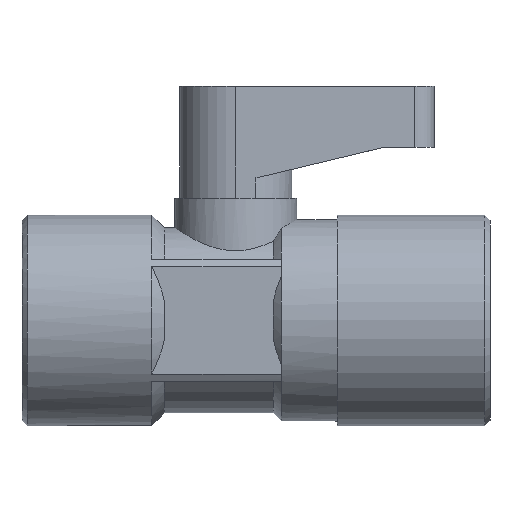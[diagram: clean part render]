
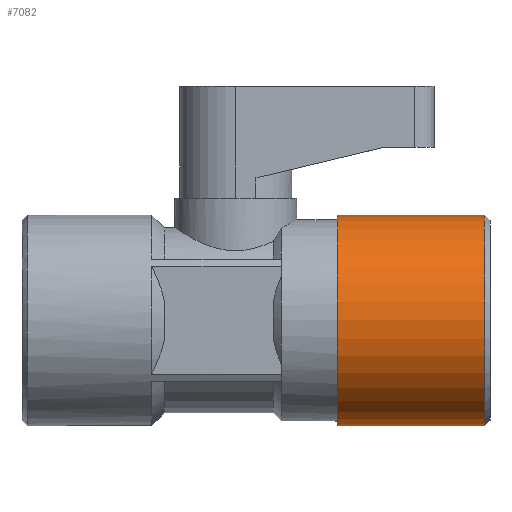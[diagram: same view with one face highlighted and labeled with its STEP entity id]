
A CAD part, front view. The second image highlights one B-rep face of the part: STEP entity #7082.
In plain terms, the highlighted cylindrical face has radius 10.35 mm (diameter 20.7 mm), a full revolution.
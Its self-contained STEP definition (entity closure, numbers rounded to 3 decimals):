
#2492=CYLINDRICAL_SURFACE('',#6852,10.35);
#2599=CIRCLE('',#6851,10.35);
#2600=CIRCLE('',#6853,10.35);
#2975=ORIENTED_EDGE('',*,*,#3589,.F.);
#2976=ORIENTED_EDGE('',*,*,#3588,.T.);
#3375=VERTEX_POINT('',#6016);
#3376=VERTEX_POINT('',#6019);
#3588=EDGE_CURVE('',#3375,#3375,#2599,.T.);
#3589=EDGE_CURVE('',#3376,#3376,#2600,.T.);
#3789=EDGE_LOOP('',(#2975));
#3790=EDGE_LOOP('',(#2976));
#3994=FACE_BOUND('',#3789,.T.);
#3995=FACE_BOUND('',#3790,.T.);
#4577=DIRECTION('',(1.,0.,0.));
#4578=DIRECTION('',(0.,0.,10.35));
#4579=DIRECTION('',(-1.,0.,0.));
#4580=DIRECTION('',(0.,1.,0.));
#4581=DIRECTION('',(1.,0.,0.));
#4582=DIRECTION('',(0.,0.,10.35));
#6016=CARTESIAN_POINT('',(46.523,33.777,10.35));
#6017=CARTESIAN_POINT('',(46.523,33.777,0.));
#6018=CARTESIAN_POINT('',(61.023,33.777,0.));
#6019=CARTESIAN_POINT('',(61.023,33.777,10.35));
#6020=CARTESIAN_POINT('',(61.023,33.777,0.));
#6851=AXIS2_PLACEMENT_3D('',#6017,#4577,#4578);
#6852=AXIS2_PLACEMENT_3D('',#6018,#4579,#4580);
#6853=AXIS2_PLACEMENT_3D('',#6020,#4581,#4582);
#7082=ADVANCED_FACE('',(#3994,#3995),#2492,.T.);
